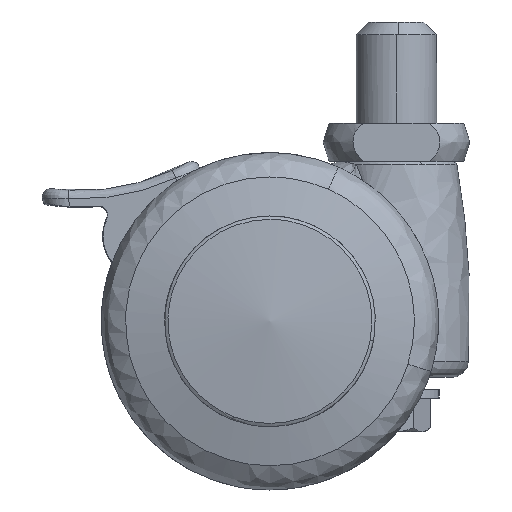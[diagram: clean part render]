
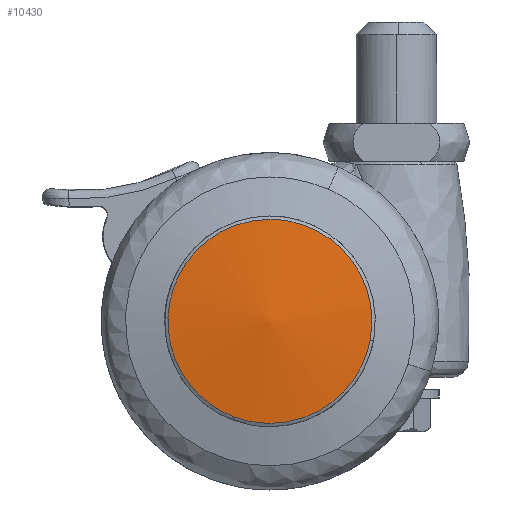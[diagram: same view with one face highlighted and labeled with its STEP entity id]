
A CAD part, front view. The second image highlights one B-rep face of the part: STEP entity #10430.
In plain terms, the highlighted free-form (B-spline) face has degree [2, 2] with [4, 4] control points.
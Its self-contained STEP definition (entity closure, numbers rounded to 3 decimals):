
#8285=CARTESIAN_POINT('',(-4.307,-20.789,-11.307));
#8286=VERTEX_POINT('',#8285);
#8300=CARTESIAN_POINT('',(0.0,-20.789,12.099));
#8301=VERTEX_POINT('',#8300);
#8302=CARTESIAN_POINT('',(0.0,-20.789,12.099));
#8303=CARTESIAN_POINT('',(-12.099,-20.789,12.099));
#8304=CARTESIAN_POINT('',(-12.099,-20.789,0.));
#8305=CARTESIAN_POINT('',(-12.099,-20.789,-8.339));
#8306=CARTESIAN_POINT('',(-4.307,-20.789,-11.307));
#8314=(BOUNDED_CURVE()B_SPLINE_CURVE(2,(#8302,#8303,#8304,#8305,#8306),.UNSPECIFIED.,.F.,.U.)B_SPLINE_CURVE_WITH_KNOTS((3,2,3),(0.0,0.25,0.44),.UNSPECIFIED.)CURVE()GEOMETRIC_REPRESENTATION_ITEM()RATIONAL_B_SPLINE_CURVE((1.0,0.707,1.0,0.778,0.893))REPRESENTATION_ITEM(''));
#8315=EDGE_CURVE('',#8301,#8286,#8314,.T.);
#8317=CARTESIAN_POINT('',(11.885,-20.789,-2.267));
#8318=VERTEX_POINT('',#8317);
#8319=CARTESIAN_POINT('',(11.885,-20.789,-2.267));
#8320=CARTESIAN_POINT('',(12.099,-20.789,-1.144));
#8321=CARTESIAN_POINT('',(12.099,-20.789,0.));
#8322=CARTESIAN_POINT('',(12.099,-20.789,12.099));
#8323=CARTESIAN_POINT('',(0.0,-20.789,12.099));
#8331=(BOUNDED_CURVE()B_SPLINE_CURVE(2,(#8319,#8320,#8321,#8322,#8323),.UNSPECIFIED.,.F.,.U.)B_SPLINE_CURVE_WITH_KNOTS((3,2,3),(0.718,0.75,1.0),.UNSPECIFIED.)CURVE()GEOMETRIC_REPRESENTATION_ITEM()RATIONAL_B_SPLINE_CURVE((0.934,0.962,1.0,0.707,1.0))REPRESENTATION_ITEM(''));
#8332=EDGE_CURVE('',#8318,#8301,#8331,.T.);
#8377=CARTESIAN_POINT('',(0.0,-20.789,-12.099));
#8378=VERTEX_POINT('',#8377);
#8379=CARTESIAN_POINT('',(0.0,-20.789,-12.099));
#8380=CARTESIAN_POINT('',(10.009,-20.789,-12.099));
#8381=CARTESIAN_POINT('',(11.885,-20.789,-2.267));
#8389=(BOUNDED_CURVE()B_SPLINE_CURVE(2,(#8379,#8380,#8381),.UNSPECIFIED.,.F.,.U.)B_SPLINE_CURVE_WITH_KNOTS((3,3),(0.5,0.718),.UNSPECIFIED.)CURVE()GEOMETRIC_REPRESENTATION_ITEM()RATIONAL_B_SPLINE_CURVE((1.0,0.745,0.934))REPRESENTATION_ITEM(''));
#8390=EDGE_CURVE('',#8378,#8318,#8389,.T.);
#8392=CARTESIAN_POINT('',(-4.307,-20.789,-11.307));
#8393=CARTESIAN_POINT('',(-2.226,-20.789,-12.099));
#8394=CARTESIAN_POINT('',(0.0,-20.789,-12.099));
#8402=(BOUNDED_CURVE()B_SPLINE_CURVE(2,(#8392,#8393,#8394),.UNSPECIFIED.,.F.,.U.)B_SPLINE_CURVE_WITH_KNOTS((3,3),(0.44,0.5),.UNSPECIFIED.)CURVE()GEOMETRIC_REPRESENTATION_ITEM()RATIONAL_B_SPLINE_CURVE((0.893,0.929,1.0))REPRESENTATION_ITEM(''));
#8403=EDGE_CURVE('',#8286,#8378,#8402,.T.);
#10400=CARTESIAN_POINT('',(-13.123,-19.111,-13.123));
#10401=CARTESIAN_POINT('',(-6.64,-20.538,-13.28));
#10402=CARTESIAN_POINT('',(6.64,-20.538,-13.28));
#10403=CARTESIAN_POINT('',(13.122,-19.111,-13.123));
#10404=CARTESIAN_POINT('',(-13.28,-20.538,-6.64));
#10405=CARTESIAN_POINT('',(-6.72,-22.,-6.721));
#10406=CARTESIAN_POINT('',(6.72,-22.,-6.721));
#10407=CARTESIAN_POINT('',(13.279,-20.539,-6.64));
#10408=CARTESIAN_POINT('',(-13.28,-20.538,6.64));
#10409=CARTESIAN_POINT('',(-6.72,-22.,6.721));
#10410=CARTESIAN_POINT('',(6.72,-22.,6.721));
#10411=CARTESIAN_POINT('',(13.279,-20.539,6.64));
#10412=CARTESIAN_POINT('',(-13.123,-19.111,13.123));
#10413=CARTESIAN_POINT('',(-6.64,-20.538,13.28));
#10414=CARTESIAN_POINT('',(6.64,-20.538,13.28));
#10415=CARTESIAN_POINT('',(13.122,-19.111,13.123));
#10423=(BOUNDED_SURFACE()B_SPLINE_SURFACE(2,2,((#10400,#10404,#10408,#10412),(#10401,#10405,#10409,#10413),(#10402,#10406,#10410,#10414),(#10403,#10407,#10411,#10415)),.UNSPECIFIED.,.F.,.F.,.U.)B_SPLINE_SURFACE_WITH_KNOTS((3,1,3),(3,1,3),(16.113,29.159,42.204),(16.112,29.159,42.205),.UNSPECIFIED.)GEOMETRIC_REPRESENTATION_ITEM()RATIONAL_B_SPLINE_SURFACE(((1.024,1.012,1.012,1.024),(1.012,1.0,1.0,1.012),(1.012,1.0,1.0,1.012),(1.024,1.012,1.012,1.024)))REPRESENTATION_ITEM('')SURFACE());
#10424=ORIENTED_EDGE('',*,*,#8315,.T.);
#10425=ORIENTED_EDGE('',*,*,#8403,.T.);
#10426=ORIENTED_EDGE('',*,*,#8390,.T.);
#10427=ORIENTED_EDGE('',*,*,#8332,.T.);
#10428=EDGE_LOOP('',(#10424,#10425,#10426,#10427));
#10429=FACE_OUTER_BOUND('',#10428,.T.);
#10430=ADVANCED_FACE('',(#10429),#10423,.T.);
